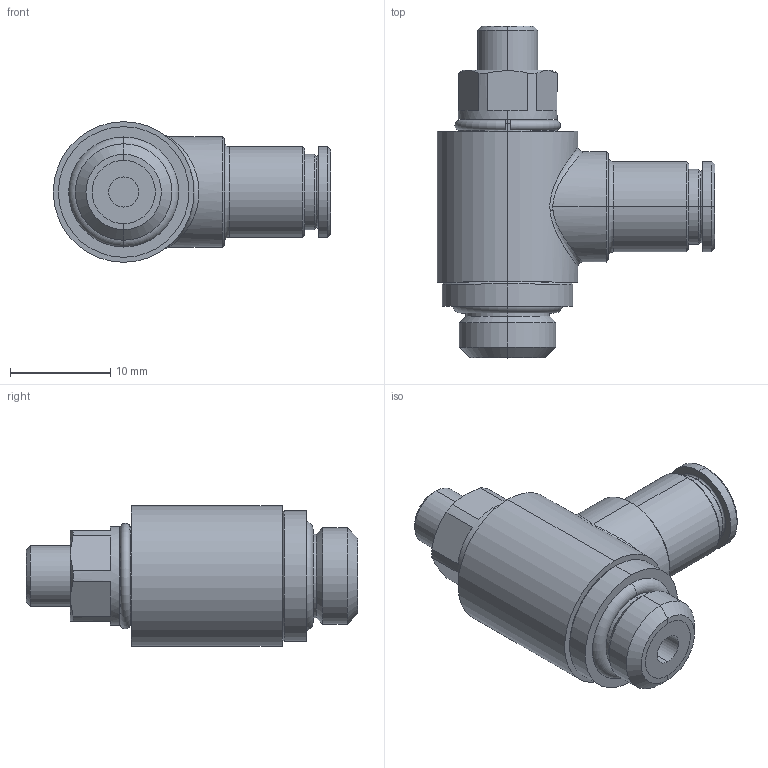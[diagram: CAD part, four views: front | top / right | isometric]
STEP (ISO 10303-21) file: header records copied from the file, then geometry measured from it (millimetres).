
FILE_DESCRIPTION (( 'STEP AP203' ), '1' );
FILE_NAME ('X4080B11.STEP', '2011-10-26T12:34:31', ( 'SP' ), ( 'sopra-pneumatic' ), 'SwSTEP 2.0', 'SolidWorks 2011', '' );
FILE_SCHEMA (( 'CONFIG_CONTROL_DESIGN' ));
Length unit declared in the file: millimetre
Products named in the file (1): X4080B11
Bounding box: 27.6 x 33.04 x 14 mm (x, y, z)
Volume: 4271.4 mm3; surface area: 2269.6 mm2
Topology: 1 solids, 1 shells, 105 faces, 238 edges, 145 vertices
Faces by surface type: plane 40, cylinder 30, cone 24, torus 9, bspline 2
Entity records: 3504 total; most frequent: CARTESIAN_POINT 1040, DIRECTION 536, ORIENTED_EDGE 472, EDGE_CURVE 236, AXIS2_PLACEMENT_3D 220, VERTEX_POINT 145, EDGE_LOOP 117, CIRCLE 116
